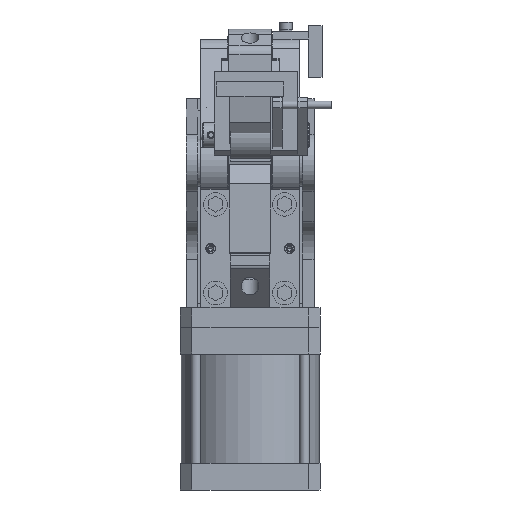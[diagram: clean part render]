
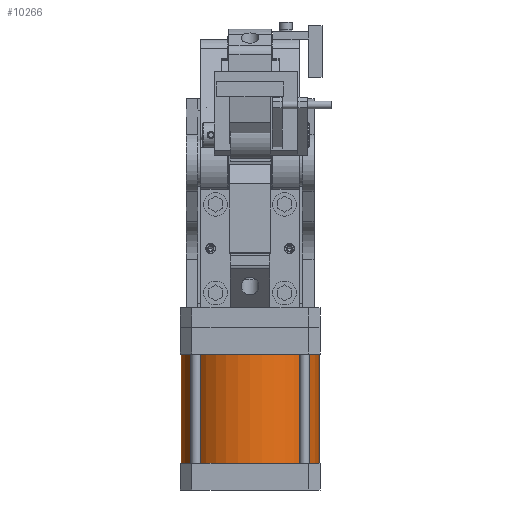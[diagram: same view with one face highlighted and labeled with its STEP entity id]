
A CAD part, left-side view. The second image highlights one B-rep face of the part: STEP entity #10266.
In plain terms, the highlighted cylindrical face has radius 70 mm (diameter 140 mm), a partial arc.
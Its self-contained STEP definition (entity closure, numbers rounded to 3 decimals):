
#10166=CARTESIAN_POINT('Axis2P3D Location',(60.,0.,-305.)) ;
#10170=CARTESIAN_POINT('Vertex',(60.,70.,-305.)) ;
#10172=CARTESIAN_POINT('Vertex',(60.,-70.,-305.)) ;
#10208=CARTESIAN_POINT('Axis2P3D Location',(60.,0.,-194.)) ;
#10212=CARTESIAN_POINT('Vertex',(60.,70.,-194.)) ;
#10214=CARTESIAN_POINT('Vertex',(60.,-70.,-194.)) ;
#10245=CARTESIAN_POINT('Axis2P3D Location',(60.,0.,-305.)) ;
#10250=CARTESIAN_POINT('Line Origine',(60.,-70.,-249.5)) ;
#10255=CARTESIAN_POINT('Line Origine',(60.,70.,-249.5)) ;
#10167=DIRECTION('Axis2P3D Direction',(0.,-0.,1.)) ;
#10209=DIRECTION('Axis2P3D Direction',(0.,-0.,1.)) ;
#10246=DIRECTION('Axis2P3D Direction',(0.,0.,1.)) ;
#10247=DIRECTION('Axis2P3D XDirection',(0.,1.,0.)) ;
#10251=DIRECTION('Vector Direction',(0.,0.,1.)) ;
#10256=DIRECTION('Vector Direction',(0.,0.,1.)) ;
#10168=AXIS2_PLACEMENT_3D('Circle Axis2P3D',#10166,#10167,$) ;
#10210=AXIS2_PLACEMENT_3D('Circle Axis2P3D',#10208,#10209,$) ;
#10248=AXIS2_PLACEMENT_3D('Cylinder Axis2P3D',#10245,#10246,#10247) ;
#10261=ORIENTED_EDGE('',*,*,#10174,.T.) ;
#10262=ORIENTED_EDGE('',*,*,#10254,.T.) ;
#10263=ORIENTED_EDGE('',*,*,#10216,.F.) ;
#10264=ORIENTED_EDGE('',*,*,#10259,.F.) ;
#10252=VECTOR('Line Direction',#10251,1.) ;
#10257=VECTOR('Line Direction',#10256,1.) ;
#10266=ADVANCED_FACE('Body.24 ( 260264_PFS_400-60PO_6-8_A3_PRAEGEZANGE_20100112 - *MASTER - PFS400-60PU - *DIT1 - PFS 400-60PO - *SET8 - *DIT8 - ZYLINDER PFS - *SET7 - *DIT3 - ZYLINDERROHR - *SET3 - *SOL1 - *SOL1 )',(#10265),#10249,.T.) ;
#10169=CIRCLE('generated circle',#10168,70.) ;
#10211=CIRCLE('generated circle',#10210,70.) ;
#10249=CYLINDRICAL_SURFACE('generated cylinder',#10248,70.) ;
#10174=EDGE_CURVE('',#10171,#10173,#10169,.T.) ;
#10216=EDGE_CURVE('',#10213,#10215,#10211,.T.) ;
#10254=EDGE_CURVE('',#10173,#10215,#10253,.T.) ;
#10259=EDGE_CURVE('',#10171,#10213,#10258,.T.) ;
#10260=EDGE_LOOP('',(#10261,#10262,#10263,#10264)) ;
#10265=FACE_OUTER_BOUND('',#10260,.T.) ;
#10253=LINE('Line',#10250,#10252) ;
#10258=LINE('Line',#10255,#10257) ;
#10171=VERTEX_POINT('',#10170) ;
#10173=VERTEX_POINT('',#10172) ;
#10213=VERTEX_POINT('',#10212) ;
#10215=VERTEX_POINT('',#10214) ;
